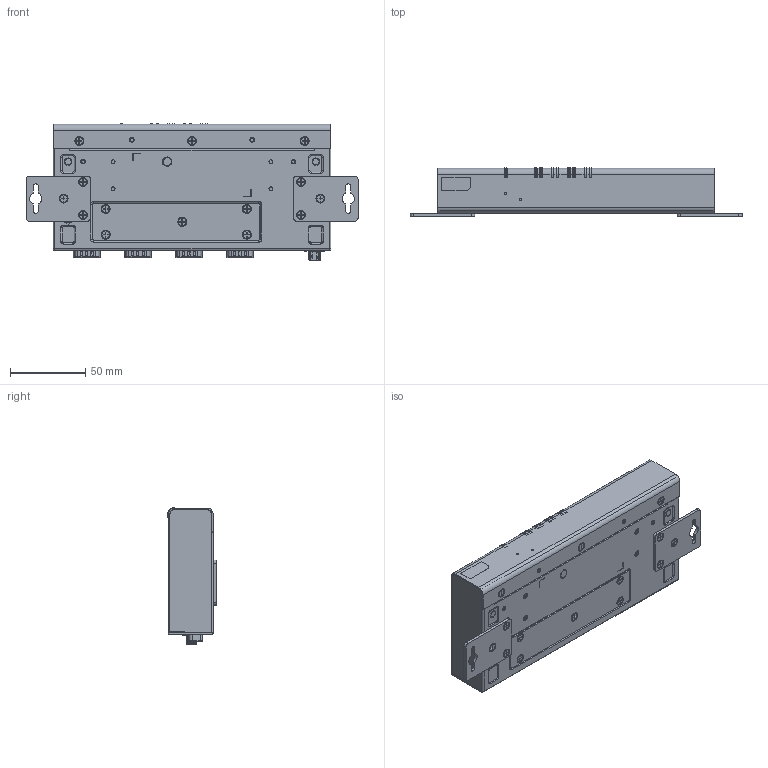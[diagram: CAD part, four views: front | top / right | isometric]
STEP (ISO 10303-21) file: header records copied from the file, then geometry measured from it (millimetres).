
FILE_DESCRIPTION((''),'2;1');
FILE_NAME('00_UPORT_1400_G2_ASSY_ASM','2023-08-30T17:33:51',('BensonYC_Lee'),('PTC'),'CREO PARAMETRIC BY PTC INC, 2020414','CREO PARAMETRIC BY PTC INC, 2020414','');
FILE_SCHEMA(('AUTOMOTIVE_DESIGN { 1 0 10303 214 1 1 1 1 }'));
Products named in the file (67): UPORT_1400_G2_PCB_AF0; 1126400091111_DB9_M; 1126300040213_PWRJACK_THREAD_AF0; UPORT_ADAM_USB_B_AF0; 1106520002110_LED_GR_AF0; 1106511000113_LED_G_AF0; 1106511000113_LED_G_AF1; 1106511000113_LED_G_AF2; 1106511000113_LED_G_AF3; 1106512000113_LED_Y_AF0; 1106512000113_LED_Y_AF1; 1106512000113_LED_Y_AF2; 1106512000113_LED_Y_AF3; 1109020000110_SW_90D_AF0; 1109040040110_SW-DIP4P-NHDS_AF0; 1109040040110_SW-DIP4P-NHDS_AF1; 1109040040110_SW-DIP4P-NHDS_AF2; 1109040040110_SW-DIP4P-NHDS_AF3; UPORT_1400_G2_PCBA_AF0_ASM; UPORT_1400_G2_TOP_COVER_AF1; UPORT_A_NUT_M3; UPORT_A_TOP_PIN_AF0; UPORT_A_TOP_PIN_AF1; UPORT_1400_G2_TOP_COVER_AF0_ASM; UPORT_1400_G2_POWER_LED_LENS_AF0; UPORT_1400_G2_LED_LENS_AF0; UPORT_1400_G2_LED_LENS_AF1; UPORT_1400_G2_LED_LENS_AF2; UPORT_1400_G2_LED_LENS_AF3; UPORT_1400_LED_ADHESIVE_AF0; UPORT_1400_G2_TOP_COVER_ASSY_AF0_ASM; UPORT_1400_G2_BOT_COVER_AF1; UPORT_A_BOT_STANOFF_5H_AF0; UPORT_BOT_STANOFF_5_5H_AF0; UPORT_BOT_STANOFF_5_5H_AF1; UPORT_BOT_STANOFF_6H_AF0; UPORT_BOT_STANOFF_6H_AF1; UPORT_BOT_STANOFF_6H_AF2; UPORT_A_NUT_M4; UPORT_BOT_PIN_AF0 ...
Assembly tree (81 placements, depth 4):
  00_UPORT_1400_G2_ASSY_ASM
    UPORT_1400_G2_PCBA_AF0_ASM
      UPORT_1400_G2_PCB_AF0
      1126400091111_DB9_M  x4
      1126300040213_PWRJACK_THREAD_AF0
      UPORT_ADAM_USB_B_AF0
      1106520002110_LED_GR_AF0
      1106511000113_LED_G_AF0
      1106511000113_LED_G_AF1
      1106511000113_LED_G_AF2
      1106511000113_LED_G_AF3
      1106512000113_LED_Y_AF0
      1106512000113_LED_Y_AF1
      1106512000113_LED_Y_AF2
      1106512000113_LED_Y_AF3
      1109020000110_SW_90D_AF0
      1109040040110_SW-DIP4P-NHDS_AF0
      1109040040110_SW-DIP4P-NHDS_AF1
      1109040040110_SW-DIP4P-NHDS_AF2
      1109040040110_SW-DIP4P-NHDS_AF3
    UPORT_1400_G2_TOP_COVER_ASSY_AF0_ASM
      UPORT_1400_G2_TOP_COVER_AF0_ASM
        UPORT_1400_G2_TOP_COVER_AF1
        UPORT_A_NUT_M3  x3
        UPORT_A_TOP_PIN_AF0
        UPORT_A_TOP_PIN_AF1
      UPORT_1400_G2_POWER_LED_LENS_AF0
      UPORT_1400_G2_LED_LENS_AF0
      UPORT_1400_G2_LED_LENS_AF1
      UPORT_1400_G2_LED_LENS_AF2
      UPORT_1400_G2_LED_LENS_AF3
      UPORT_1400_LED_ADHESIVE_AF0
    UPORT_1400_G2_BOT_COVER_AF0_ASM
      UPORT_1400_G2_BOT_COVER_AF1
      UPORT_A_BOT_STANOFF_5H_AF0
      UPORT_BOT_STANOFF_5_5H_AF0
      UPORT_BOT_STANOFF_5_5H_AF1
      UPORT_BOT_STANOFF_6H_AF0
      UPORT_BOT_STANOFF_6H_AF1
      UPORT_BOT_STANOFF_6H_AF2
      UPORT_A_NUT_M4
      UPORT_BOT_PIN_AF0
      UPORT_BOT_PIN_AF1
      UPORT_A_NUT_M3
      UPORT_A_NUT_M3_AF0
      UPORT_A_NUT_M3_AF1
      UPORT_A_NUT_M3_AF2
      UPORT_A_NUT_M3_AF3
      UPORT_A_NUT_M3_AF4
      UPORT_A_NUT_M3_AF5
      UPORT_A_NUT_M3_AF6
      UPORT_A_NUT_M3_AF7
      UPORT_A_NUT_M3_AF8
      UPORT_A_NUT_M3_AF9
    UPORT_1400_G2_DOOR
    UPORT_400A_WALL_MOUNT_BOT  x2
    1299111300510_PWR_RUBBER
    1202021300020_WASHER
    UPORT_1400_G2_SCREW_AF0_ASM
      TEMP_1402221010030_SCREW  x9
Bounding box: 221 x 32.39 x 90.9 mm (x, y, z)
Volume: 62981.9 mm3; surface area: 151786.4 mm2
Topology: 69 solids, 93 shells, 6347 faces, 19419 edges, 13073 vertices
Faces by surface type: plane 4108, cylinder 1521, bspline 206, sphere 156, cone 156, torus 148, extrusion 52
Entity records: 240967 total; most frequent: CARTESIAN_POINT 47935, DIRECTION 29303, ORIENTED_EDGE 27824, EDGE_CURVE 14075, VECTOR 12533, LINE 12481, PRESENTATION_STYLE_ASSIGNMENT 10612, STYLED_ITEM 10349
